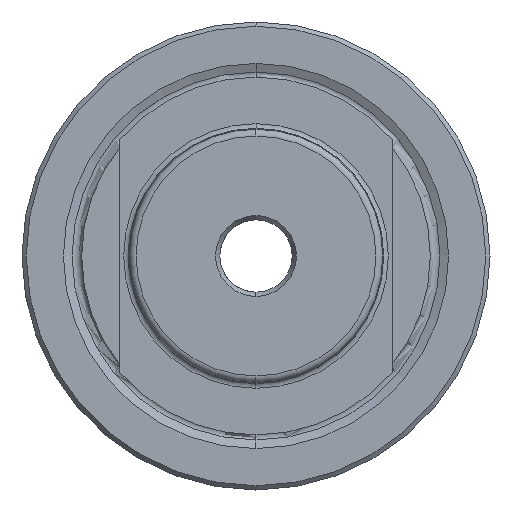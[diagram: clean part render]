
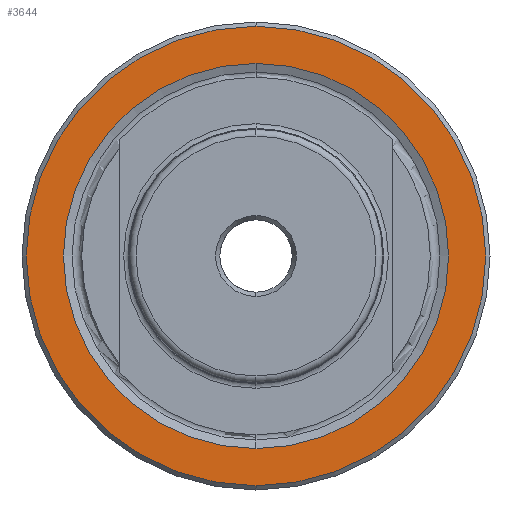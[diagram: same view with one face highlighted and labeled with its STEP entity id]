
A CAD part, left-side view. The second image highlights one B-rep face of the part: STEP entity #3644.
In plain terms, the highlighted planar face has unit normal (-1, 0, 0).
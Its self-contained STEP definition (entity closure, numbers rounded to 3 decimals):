
#75 = AXIS2_PLACEMENT_3D ( 'NONE', #3924, #3913, #3906 ) ;
#82 = FACE_OUTER_BOUND ( 'NONE', #1566, .T. ) ;
#135 = CIRCLE ( 'NONE', #2912, 22.632 ) ;
#149 = FACE_BOUND ( 'NONE', #1569, .T. ) ;
#340 = DIRECTION ( 'NONE',  ( 1., 0., 0. ) ) ;
#363 = CARTESIAN_POINT ( 'NONE',  ( 30., 0., -27. ) ) ;
#378 = CARTESIAN_POINT ( 'NONE',  ( 30., 0., 22.632 ) ) ;
#381 = PLANE ( 'NONE',  #422 ) ;
#393 = DIRECTION ( 'NONE',  ( 0., 0., -1. ) ) ;
#422 = AXIS2_PLACEMENT_3D ( 'NONE', #378, #340, #393 ) ;
#551 = EDGE_CURVE ( 'NONE', #1700, #1631, #4033, .T. ) ;
#703 = ORIENTED_EDGE ( 'NONE', *, *, #3252, .T. ) ;
#706 = ORIENTED_EDGE ( 'NONE', *, *, #551, .T. ) ;
#736 = CARTESIAN_POINT ( 'NONE',  ( 30., 0., 27. ) ) ;
#750 = ORIENTED_EDGE ( 'NONE', *, *, #2537, .F. ) ;
#758 = ORIENTED_EDGE ( 'NONE', *, *, #1089, .F. ) ;
#1089 = EDGE_CURVE ( 'NONE', #3843, #2772, #3123, .T. ) ;
#1179 = CIRCLE ( 'NONE', #2030, 27. ) ;
#1223 = AXIS2_PLACEMENT_3D ( 'NONE', #2944, #3009, #2636 ) ;
#1566 = EDGE_LOOP ( 'NONE', ( #706, #703 ) ) ;
#1569 = EDGE_LOOP ( 'NONE', ( #758, #750 ) ) ;
#1631 = VERTEX_POINT ( 'NONE', #736 ) ;
#1700 = VERTEX_POINT ( 'NONE', #363 ) ;
#1943 = CARTESIAN_POINT ( 'NONE',  ( 30., 0., -22.632 ) ) ;
#2030 = AXIS2_PLACEMENT_3D ( 'NONE', #3556, #3493, #3281 ) ;
#2037 = CARTESIAN_POINT ( 'NONE',  ( 30., 0., 22.632 ) ) ;
#2130 = DIRECTION ( 'NONE',  ( 0., 0., 1. ) ) ;
#2148 = DIRECTION ( 'NONE',  ( -1., 0., 0. ) ) ;
#2175 = CARTESIAN_POINT ( 'NONE',  ( 30., 0., 0. ) ) ;
#2537 = EDGE_CURVE ( 'NONE', #2772, #3843, #135, .T. ) ;
#2636 = DIRECTION ( 'NONE',  ( 0., 0., 1. ) ) ;
#2772 = VERTEX_POINT ( 'NONE', #1943 ) ;
#2912 = AXIS2_PLACEMENT_3D ( 'NONE', #2175, #2148, #2130 ) ;
#2944 = CARTESIAN_POINT ( 'NONE',  ( 30., 0., 0. ) ) ;
#3009 = DIRECTION ( 'NONE',  ( -1., 0., 0. ) ) ;
#3123 = CIRCLE ( 'NONE', #75, 22.632 ) ;
#3252 = EDGE_CURVE ( 'NONE', #1631, #1700, #1179, .T. ) ;
#3281 = DIRECTION ( 'NONE',  ( 0., 0., 1. ) ) ;
#3493 = DIRECTION ( 'NONE',  ( -1., 0., 0. ) ) ;
#3556 = CARTESIAN_POINT ( 'NONE',  ( 30., 0., 0. ) ) ;
#3644 = ADVANCED_FACE ( 'NONE', ( #149, #82 ), #381, .F. ) ;
#3843 = VERTEX_POINT ( 'NONE', #2037 ) ;
#3906 = DIRECTION ( 'NONE',  ( 0., 0., 1. ) ) ;
#3913 = DIRECTION ( 'NONE',  ( -1., 0., 0. ) ) ;
#3924 = CARTESIAN_POINT ( 'NONE',  ( 30., 0., 0. ) ) ;
#4033 = CIRCLE ( 'NONE', #1223, 27. ) ;
